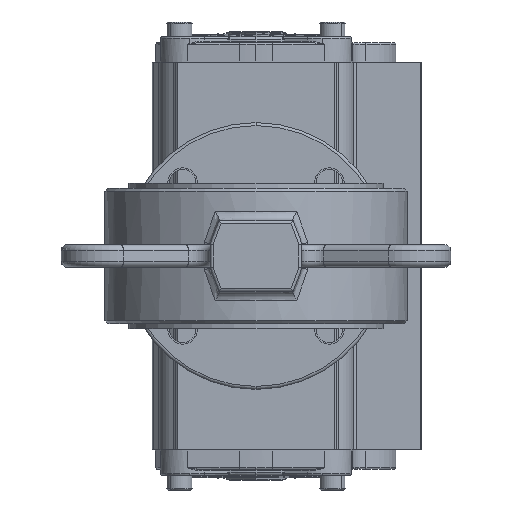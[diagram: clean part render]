
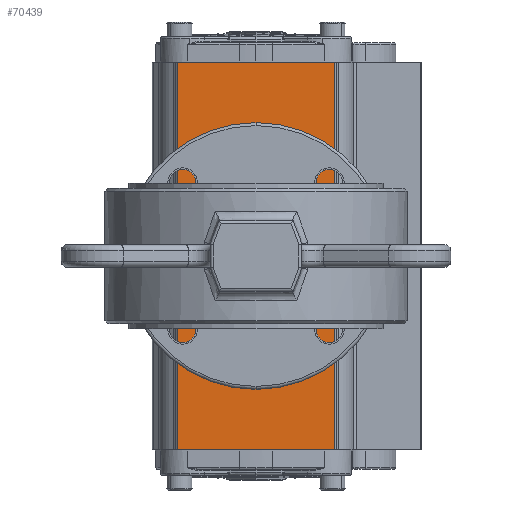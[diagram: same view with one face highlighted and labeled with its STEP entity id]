
A CAD part, front view. The second image highlights one B-rep face of the part: STEP entity #70439.
In plain terms, the highlighted planar face has unit normal (0, -1, 0).
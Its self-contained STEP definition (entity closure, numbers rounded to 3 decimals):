
#1367 = CARTESIAN_POINT ( 'NONE',  ( 15.172, -57.5, -14.849 ) ) ;
#5172 = DIRECTION ( 'NONE',  ( 0., 0., -1. ) ) ;
#6372 = CARTESIAN_POINT ( 'NONE',  ( 15.172, -57.5, -14.849 ) ) ;
#12221 = ORIENTED_EDGE ( 'NONE', *, *, #214881, .T. ) ;
#12276 = CIRCLE ( 'NONE', #23767, 2.065 ) ;
#17398 = VECTOR ( 'NONE', #34906, 1000. ) ;
#17689 = DIRECTION ( 'NONE',  ( 0., 0., 1. ) ) ;
#18396 = EDGE_LOOP ( 'NONE', ( #177474, #232128, #208584, #34037 ) ) ;
#23767 = AXIS2_PLACEMENT_3D ( 'NONE', #153826, #186416, #62210 ) ;
#24055 = EDGE_LOOP ( 'NONE', ( #168693, #236664 ) ) ;
#25072 = ORIENTED_EDGE ( 'NONE', *, *, #197177, .T. ) ;
#25960 = DIRECTION ( 'NONE',  ( 0., 1., 0. ) ) ;
#28677 = AXIS2_PLACEMENT_3D ( 'NONE', #1367, #90656, #111043 ) ;
#34037 = ORIENTED_EDGE ( 'NONE', *, *, #201162, .T. ) ;
#34247 = CARTESIAN_POINT ( 'NONE',  ( 15.172, -57.5, 14.849 ) ) ;
#34906 = DIRECTION ( 'NONE',  ( 0., 0., -1. ) ) ;
#35376 = AXIS2_PLACEMENT_3D ( 'NONE', #163014, #236543, #39976 ) ;
#36097 = CARTESIAN_POINT ( 'NONE',  ( 15.172, -57.5, 14.849 ) ) ;
#36106 = LINE ( 'NONE', #222820, #17398 ) ;
#38133 = CARTESIAN_POINT ( 'NONE',  ( 65.773, -57.5, -34.607 ) ) ;
#39976 = DIRECTION ( 'NONE',  ( 0., 0., -1. ) ) ;
#40048 = CARTESIAN_POINT ( 'NONE',  ( 15.172, -57.5, -12.784 ) ) ;
#40178 = CARTESIAN_POINT ( 'NONE',  ( 0.323, -57.5, 17. ) ) ;
#42214 = CARTESIAN_POINT ( 'NONE',  ( 0.323, -57.5, -17. ) ) ;
#43080 = FACE_BOUND ( 'NONE', #138294, .T. ) ;
#43625 = CARTESIAN_POINT ( 'NONE',  ( 0.323, -57.5, -26.5 ) ) ;
#45732 = DIRECTION ( 'NONE',  ( 0., 0., -1. ) ) ;
#46657 = VERTEX_POINT ( 'NONE', #116677 ) ;
#53549 = EDGE_LOOP ( 'NONE', ( #87984, #12221 ) ) ;
#56414 = VECTOR ( 'NONE', #17689, 1000. ) ;
#58441 = CARTESIAN_POINT ( 'NONE',  ( -65.127, -57.5, 26.5 ) ) ;
#60514 = LINE ( 'NONE', #43625, #83440 ) ;
#62032 = CARTESIAN_POINT ( 'NONE',  ( 65.773, -57.5, 26.5 ) ) ;
#62210 = DIRECTION ( 'NONE',  ( 0., 0., -1. ) ) ;
#66405 = CIRCLE ( 'NONE', #81895, 17. ) ;
#70261 = EDGE_CURVE ( 'NONE', #133397, #46657, #141276, .T. ) ;
#70439 = ADVANCED_FACE ( 'NONE', ( #168504, #43080, #209333, #191269, #79292, #97347 ), #173197, .T. ) ;
#71061 = VERTEX_POINT ( 'NONE', #42214 ) ;
#71766 = CIRCLE ( 'NONE', #117809, 2.065 ) ;
#71839 = CARTESIAN_POINT ( 'NONE',  ( 15.172, -57.5, 12.784 ) ) ;
#73129 = DIRECTION ( 'NONE',  ( 0., 0., 1. ) ) ;
#75517 = ORIENTED_EDGE ( 'NONE', *, *, #179268, .T. ) ;
#76786 = VERTEX_POINT ( 'NONE', #71839 ) ;
#79292 = FACE_BOUND ( 'NONE', #53549, .T. ) ;
#80468 = CARTESIAN_POINT ( 'NONE',  ( 0.323, -57.5, -27. ) ) ;
#81895 = AXIS2_PLACEMENT_3D ( 'NONE', #85318, #232309, #73129 ) ;
#81936 = CIRCLE ( 'NONE', #205027, 2.065 ) ;
#83440 = VECTOR ( 'NONE', #118304, 1000. ) ;
#85318 = CARTESIAN_POINT ( 'NONE',  ( 0.323, -57.5, 0. ) ) ;
#87984 = ORIENTED_EDGE ( 'NONE', *, *, #145959, .T. ) ;
#88587 = DIRECTION ( 'NONE',  ( 0., 0., 1. ) ) ;
#88913 = CIRCLE ( 'NONE', #138717, 2.065 ) ;
#89918 = VERTEX_POINT ( 'NONE', #120798 ) ;
#90620 = CARTESIAN_POINT ( 'NONE',  ( 15.172, -57.5, -16.914 ) ) ;
#90656 = DIRECTION ( 'NONE',  ( 0., 1., 0. ) ) ;
#91957 = EDGE_CURVE ( 'NONE', #46657, #133397, #139233, .T. ) ;
#97347 = FACE_BOUND ( 'NONE', #24055, .T. ) ;
#99453 = DIRECTION ( 'NONE',  ( 0., 0., -1. ) ) ;
#101087 = CIRCLE ( 'NONE', #235846, 2.065 ) ;
#103006 = CARTESIAN_POINT ( 'NONE',  ( -14.526, -57.5, -14.849 ) ) ;
#105570 = CARTESIAN_POINT ( 'NONE',  ( -65.127, -57.5, -26.5 ) ) ;
#108183 = EDGE_CURVE ( 'NONE', #71061, #208012, #66405, .T. ) ;
#108395 = LINE ( 'NONE', #184283, #220693 ) ;
#108661 = ORIENTED_EDGE ( 'NONE', *, *, #183784, .T. ) ;
#109079 = EDGE_CURVE ( 'NONE', #150912, #210688, #108395, .T. ) ;
#110183 = DIRECTION ( 'NONE',  ( 0., 1., 0. ) ) ;
#110799 = DIRECTION ( 'NONE',  ( 0., 1., 0. ) ) ;
#111043 = DIRECTION ( 'NONE',  ( 0., 0., -1. ) ) ;
#116677 = CARTESIAN_POINT ( 'NONE',  ( -14.526, -57.5, 12.784 ) ) ;
#117809 = AXIS2_PLACEMENT_3D ( 'NONE', #34247, #128194, #183663 ) ;
#118304 = DIRECTION ( 'NONE',  ( 1., 0., 0. ) ) ;
#119204 = CARTESIAN_POINT ( 'NONE',  ( -14.526, -57.5, 14.849 ) ) ;
#119504 = EDGE_CURVE ( 'NONE', #215832, #218104, #12276, .T. ) ;
#120798 = CARTESIAN_POINT ( 'NONE',  ( 65.773, -57.5, -26.5 ) ) ;
#124816 = CIRCLE ( 'NONE', #28677, 2.065 ) ;
#128194 = DIRECTION ( 'NONE',  ( 0., 1., 0. ) ) ;
#133397 = VERTEX_POINT ( 'NONE', #149393 ) ;
#134386 = ORIENTED_EDGE ( 'NONE', *, *, #108183, .T. ) ;
#134645 = DIRECTION ( 'NONE',  ( 1., 0., 0. ) ) ;
#138294 = EDGE_LOOP ( 'NONE', ( #230074, #134386 ) ) ;
#138717 = AXIS2_PLACEMENT_3D ( 'NONE', #103006, #25960, #99453 ) ;
#139233 = CIRCLE ( 'NONE', #35376, 2.065 ) ;
#141276 = CIRCLE ( 'NONE', #148812, 2.065 ) ;
#145959 = EDGE_CURVE ( 'NONE', #76786, #154894, #101087, .T. ) ;
#147097 = CARTESIAN_POINT ( 'NONE',  ( -14.526, -57.5, -16.914 ) ) ;
#148812 = AXIS2_PLACEMENT_3D ( 'NONE', #119204, #157796, #45732 ) ;
#148941 = AXIS2_PLACEMENT_3D ( 'NONE', #200545, #110183, #88587 ) ;
#149393 = CARTESIAN_POINT ( 'NONE',  ( -14.526, -57.5, 16.914 ) ) ;
#149803 = DIRECTION ( 'NONE',  ( 0., 1., 0. ) ) ;
#150353 = DIRECTION ( 'NONE',  ( 0., -1., 0. ) ) ;
#150912 = VERTEX_POINT ( 'NONE', #62032 ) ;
#153826 = CARTESIAN_POINT ( 'NONE',  ( -14.526, -57.5, -14.849 ) ) ;
#154894 = VERTEX_POINT ( 'NONE', #159123 ) ;
#157796 = DIRECTION ( 'NONE',  ( 0., 1., 0. ) ) ;
#159123 = CARTESIAN_POINT ( 'NONE',  ( 15.172, -57.5, 16.914 ) ) ;
#163014 = CARTESIAN_POINT ( 'NONE',  ( -14.526, -57.5, 14.849 ) ) ;
#164104 = VERTEX_POINT ( 'NONE', #105570 ) ;
#165908 = LINE ( 'NONE', #38133, #56414 ) ;
#168504 = FACE_OUTER_BOUND ( 'NONE', #18396, .T. ) ;
#168693 = ORIENTED_EDGE ( 'NONE', *, *, #91957, .T. ) ;
#173163 = EDGE_CURVE ( 'NONE', #164104, #89918, #60514, .T. ) ;
#173197 = PLANE ( 'NONE',  #237657 ) ;
#177474 = ORIENTED_EDGE ( 'NONE', *, *, #173163, .T. ) ;
#179268 = EDGE_CURVE ( 'NONE', #218104, #215832, #88913, .T. ) ;
#182927 = VERTEX_POINT ( 'NONE', #90620 ) ;
#183090 = DIRECTION ( 'NONE',  ( -1., 0., 0. ) ) ;
#183663 = DIRECTION ( 'NONE',  ( 0., 0., -1. ) ) ;
#183784 = EDGE_CURVE ( 'NONE', #235915, #182927, #124816, .T. ) ;
#184283 = CARTESIAN_POINT ( 'NONE',  ( 0.323, -57.5, 26.5 ) ) ;
#184291 = DIRECTION ( 'NONE',  ( 0., 0., -1. ) ) ;
#186416 = DIRECTION ( 'NONE',  ( 0., 1., 0. ) ) ;
#189591 = EDGE_LOOP ( 'NONE', ( #75517, #226635 ) ) ;
#191269 = FACE_BOUND ( 'NONE', #228201, .T. ) ;
#197177 = EDGE_CURVE ( 'NONE', #182927, #235915, #81936, .T. ) ;
#200545 = CARTESIAN_POINT ( 'NONE',  ( 0.323, -57.5, 0. ) ) ;
#201162 = EDGE_CURVE ( 'NONE', #210688, #164104, #36106, .T. ) ;
#205027 = AXIS2_PLACEMENT_3D ( 'NONE', #6372, #149803, #5172 ) ;
#208012 = VERTEX_POINT ( 'NONE', #40178 ) ;
#208584 = ORIENTED_EDGE ( 'NONE', *, *, #109079, .T. ) ;
#209333 = FACE_BOUND ( 'NONE', #189591, .T. ) ;
#210688 = VERTEX_POINT ( 'NONE', #58441 ) ;
#214881 = EDGE_CURVE ( 'NONE', #154894, #76786, #71766, .T. ) ;
#215832 = VERTEX_POINT ( 'NONE', #234695 ) ;
#218104 = VERTEX_POINT ( 'NONE', #147097 ) ;
#220693 = VECTOR ( 'NONE', #183090, 1000. ) ;
#222820 = CARTESIAN_POINT ( 'NONE',  ( -65.127, -57.5, -32.862 ) ) ;
#226635 = ORIENTED_EDGE ( 'NONE', *, *, #119504, .T. ) ;
#228201 = EDGE_LOOP ( 'NONE', ( #25072, #108661 ) ) ;
#229443 = EDGE_CURVE ( 'NONE', #89918, #150912, #165908, .T. ) ;
#229786 = EDGE_CURVE ( 'NONE', #208012, #71061, #229827, .T. ) ;
#229827 = CIRCLE ( 'NONE', #148941, 17. ) ;
#230074 = ORIENTED_EDGE ( 'NONE', *, *, #229786, .T. ) ;
#232128 = ORIENTED_EDGE ( 'NONE', *, *, #229443, .T. ) ;
#232309 = DIRECTION ( 'NONE',  ( 0., 1., 0. ) ) ;
#234695 = CARTESIAN_POINT ( 'NONE',  ( -14.526, -57.5, -12.784 ) ) ;
#235846 = AXIS2_PLACEMENT_3D ( 'NONE', #36097, #110799, #184291 ) ;
#235915 = VERTEX_POINT ( 'NONE', #40048 ) ;
#236543 = DIRECTION ( 'NONE',  ( 0., 1., 0. ) ) ;
#236664 = ORIENTED_EDGE ( 'NONE', *, *, #70261, .T. ) ;
#237657 = AXIS2_PLACEMENT_3D ( 'NONE', #80468, #150353, #134645 ) ;
